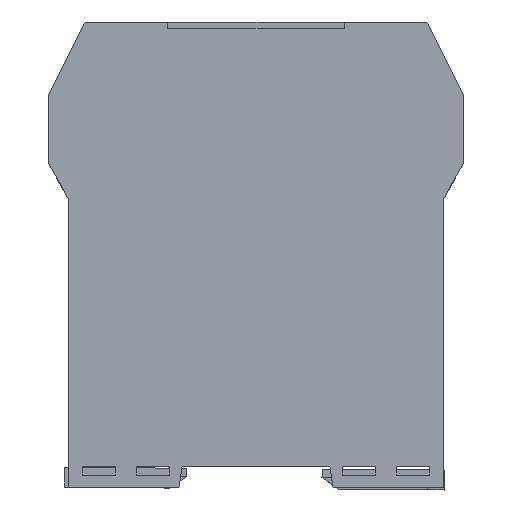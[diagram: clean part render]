
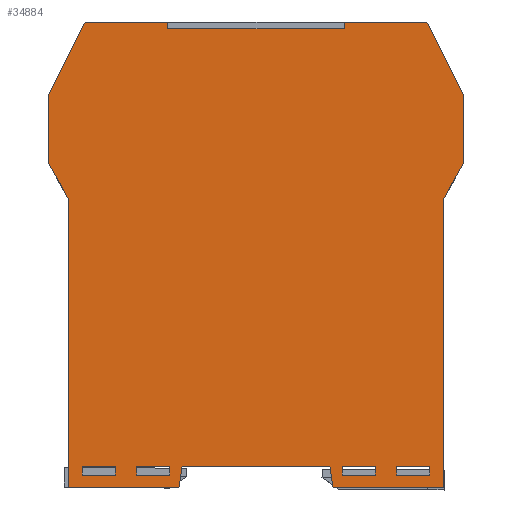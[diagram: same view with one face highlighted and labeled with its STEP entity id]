
A CAD part, top view. The second image highlights one B-rep face of the part: STEP entity #34884.
In plain terms, the highlighted planar face has unit normal (0, 0, 1).
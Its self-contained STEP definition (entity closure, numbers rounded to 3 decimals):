
#1249=LINE('',#49360,#5532);
#1253=LINE('',#49369,#5536);
#1257=LINE('',#49378,#5540);
#1261=LINE('',#49387,#5544);
#1275=LINE('',#49416,#5558);
#1279=LINE('',#49425,#5562);
#1283=LINE('',#49434,#5566);
#1287=LINE('',#49443,#5570);
#1307=LINE('',#49481,#5590);
#1318=LINE('',#49503,#5601);
#1331=LINE('',#49527,#5614);
#1342=LINE('',#49547,#5625);
#1350=LINE('',#49563,#5633);
#1377=LINE('',#49629,#5660);
#1379=LINE('',#49634,#5662);
#1765=LINE('',#50449,#6048);
#1768=LINE('',#50454,#6051);
#1770=LINE('',#50459,#6053);
#1772=LINE('',#50465,#6055);
#1774=LINE('',#50469,#6057);
#1776=LINE('',#50473,#6059);
#1778=LINE('',#50476,#6061);
#1779=LINE('',#50478,#6062);
#1780=LINE('',#50481,#6063);
#1782=LINE('',#50484,#6065);
#1783=LINE('',#50485,#6066);
#1784=LINE('',#50486,#6067);
#1785=LINE('',#50487,#6068);
#1786=LINE('',#50488,#6069);
#1788=LINE('',#50492,#6071);
#1790=LINE('',#50496,#6073);
#1792=LINE('',#50500,#6075);
#1794=LINE('',#50504,#6077);
#1796=LINE('',#50507,#6079);
#5532=VECTOR('',#39745,10.);
#5536=VECTOR('',#39751,10.);
#5540=VECTOR('',#39757,10.);
#5544=VECTOR('',#39763,10.);
#5558=VECTOR('',#39783,10.);
#5562=VECTOR('',#39789,10.);
#5566=VECTOR('',#39795,10.);
#5570=VECTOR('',#39801,10.);
#5590=VECTOR('',#39829,10.);
#5601=VECTOR('',#39848,10.);
#5614=VECTOR('',#39871,10.);
#5625=VECTOR('',#39890,10.);
#5633=VECTOR('',#39906,10.);
#5660=VECTOR('',#39949,10.);
#5662=VECTOR('',#39953,10.);
#6048=VECTOR('',#40717,10.);
#6051=VECTOR('',#40722,10.);
#6053=VECTOR('',#40726,10.);
#6055=VECTOR('',#40734,10.);
#6057=VECTOR('',#40738,10.);
#6059=VECTOR('',#40742,10.);
#6061=VECTOR('',#40746,10.);
#6062=VECTOR('',#40749,10.);
#6063=VECTOR('',#40752,10.);
#6065=VECTOR('',#40756,10.);
#6066=VECTOR('',#40757,10.);
#6067=VECTOR('',#40758,10.);
#6068=VECTOR('',#40759,10.);
#6069=VECTOR('',#40760,10.);
#6071=VECTOR('',#40764,10.);
#6073=VECTOR('',#40768,10.);
#6075=VECTOR('',#40772,10.);
#6077=VECTOR('',#40776,10.);
#6079=VECTOR('',#40780,10.);
#9809=PLANE('',#36969);
#11113=FACE_BOUND('',#13535,.T.);
#11114=FACE_BOUND('',#13536,.T.);
#11115=FACE_BOUND('',#13537,.T.);
#11116=FACE_BOUND('',#13538,.T.);
#11641=FACE_OUTER_BOUND('',#13534,.T.);
#13534=EDGE_LOOP('',(#26045,#26046,#26047,#26048,#26049,#26050,#26051,#26052,
#26053,#26054,#26055,#26056,#26057,#26058,#26059,#26060,#26061,#26062));
#13535=EDGE_LOOP('',(#26063,#26064,#26065,#26066));
#13536=EDGE_LOOP('',(#26067,#26068,#26069,#26070));
#13537=EDGE_LOOP('',(#26071,#26072,#26073,#26074));
#13538=EDGE_LOOP('',(#26075,#26076,#26077,#26078));
#16256=VERTEX_POINT('',#49358);
#16257=VERTEX_POINT('',#49359);
#16260=VERTEX_POINT('',#49367);
#16261=VERTEX_POINT('',#49368);
#16264=VERTEX_POINT('',#49376);
#16265=VERTEX_POINT('',#49377);
#16268=VERTEX_POINT('',#49385);
#16269=VERTEX_POINT('',#49386);
#16280=VERTEX_POINT('',#49414);
#16281=VERTEX_POINT('',#49415);
#16284=VERTEX_POINT('',#49423);
#16285=VERTEX_POINT('',#49424);
#16288=VERTEX_POINT('',#49432);
#16289=VERTEX_POINT('',#49433);
#16292=VERTEX_POINT('',#49441);
#16293=VERTEX_POINT('',#49442);
#16328=VERTEX_POINT('',#49560);
#16329=VERTEX_POINT('',#49562);
#16360=VERTEX_POINT('',#49627);
#16361=VERTEX_POINT('',#49631);
#16362=VERTEX_POINT('',#49633);
#16601=VERTEX_POINT('',#50446);
#16602=VERTEX_POINT('',#50448);
#16603=VERTEX_POINT('',#50452);
#16604=VERTEX_POINT('',#50456);
#16605=VERTEX_POINT('',#50458);
#16606=VERTEX_POINT('',#50464);
#16607=VERTEX_POINT('',#50468);
#16608=VERTEX_POINT('',#50472);
#16609=VERTEX_POINT('',#50480);
#16610=VERTEX_POINT('',#50491);
#16611=VERTEX_POINT('',#50495);
#16612=VERTEX_POINT('',#50499);
#16613=VERTEX_POINT('',#50503);
#19631=EDGE_CURVE('',#16256,#16257,#1249,.T.);
#19635=EDGE_CURVE('',#16260,#16261,#1253,.T.);
#19639=EDGE_CURVE('',#16264,#16265,#1257,.T.);
#19643=EDGE_CURVE('',#16268,#16269,#1261,.T.);
#19657=EDGE_CURVE('',#16280,#16281,#1275,.T.);
#19661=EDGE_CURVE('',#16284,#16285,#1279,.T.);
#19665=EDGE_CURVE('',#16288,#16289,#1283,.T.);
#19669=EDGE_CURVE('',#16292,#16293,#1287,.T.);
#19689=EDGE_CURVE('',#16269,#16264,#1307,.T.);
#19700=EDGE_CURVE('',#16261,#16256,#1318,.T.);
#19713=EDGE_CURVE('',#16285,#16280,#1331,.T.);
#19724=EDGE_CURVE('',#16293,#16288,#1342,.T.);
#19732=EDGE_CURVE('',#16328,#16329,#1350,.T.);
#19766=EDGE_CURVE('',#16360,#16328,#1377,.T.);
#19768=EDGE_CURVE('',#16361,#16362,#1379,.T.);
#20172=EDGE_CURVE('',#16601,#16602,#1765,.T.);
#20175=EDGE_CURVE('',#16603,#16601,#1768,.T.);
#20177=EDGE_CURVE('',#16604,#16605,#1770,.T.);
#20179=EDGE_CURVE('',#16605,#16606,#1772,.T.);
#20181=EDGE_CURVE('',#16606,#16607,#1774,.T.);
#20183=EDGE_CURVE('',#16607,#16608,#1776,.T.);
#20185=EDGE_CURVE('',#16608,#16603,#1778,.T.);
#20186=EDGE_CURVE('',#16602,#16360,#1779,.T.);
#20187=EDGE_CURVE('',#16329,#16609,#1780,.T.);
#20189=EDGE_CURVE('',#16289,#16292,#1782,.T.);
#20190=EDGE_CURVE('',#16281,#16284,#1783,.T.);
#20191=EDGE_CURVE('',#16609,#16361,#1784,.T.);
#20192=EDGE_CURVE('',#16265,#16268,#1785,.T.);
#20193=EDGE_CURVE('',#16257,#16260,#1786,.T.);
#20195=EDGE_CURVE('',#16362,#16610,#1788,.T.);
#20197=EDGE_CURVE('',#16610,#16611,#1790,.T.);
#20199=EDGE_CURVE('',#16611,#16612,#1792,.T.);
#20201=EDGE_CURVE('',#16612,#16613,#1794,.T.);
#20203=EDGE_CURVE('',#16613,#16604,#1796,.T.);
#26045=ORIENTED_EDGE('',*,*,#20179,.F.);
#26046=ORIENTED_EDGE('',*,*,#20177,.F.);
#26047=ORIENTED_EDGE('',*,*,#20203,.F.);
#26048=ORIENTED_EDGE('',*,*,#20201,.F.);
#26049=ORIENTED_EDGE('',*,*,#20199,.F.);
#26050=ORIENTED_EDGE('',*,*,#20197,.F.);
#26051=ORIENTED_EDGE('',*,*,#20195,.F.);
#26052=ORIENTED_EDGE('',*,*,#19768,.F.);
#26053=ORIENTED_EDGE('',*,*,#20191,.F.);
#26054=ORIENTED_EDGE('',*,*,#20187,.F.);
#26055=ORIENTED_EDGE('',*,*,#19732,.F.);
#26056=ORIENTED_EDGE('',*,*,#19766,.F.);
#26057=ORIENTED_EDGE('',*,*,#20186,.F.);
#26058=ORIENTED_EDGE('',*,*,#20172,.F.);
#26059=ORIENTED_EDGE('',*,*,#20175,.F.);
#26060=ORIENTED_EDGE('',*,*,#20185,.F.);
#26061=ORIENTED_EDGE('',*,*,#20183,.F.);
#26062=ORIENTED_EDGE('',*,*,#20181,.F.);
#26063=ORIENTED_EDGE('',*,*,#19635,.T.);
#26064=ORIENTED_EDGE('',*,*,#19700,.T.);
#26065=ORIENTED_EDGE('',*,*,#19631,.T.);
#26066=ORIENTED_EDGE('',*,*,#20193,.T.);
#26067=ORIENTED_EDGE('',*,*,#19643,.T.);
#26068=ORIENTED_EDGE('',*,*,#19689,.T.);
#26069=ORIENTED_EDGE('',*,*,#19639,.T.);
#26070=ORIENTED_EDGE('',*,*,#20192,.T.);
#26071=ORIENTED_EDGE('',*,*,#19661,.T.);
#26072=ORIENTED_EDGE('',*,*,#19713,.T.);
#26073=ORIENTED_EDGE('',*,*,#19657,.T.);
#26074=ORIENTED_EDGE('',*,*,#20190,.T.);
#26075=ORIENTED_EDGE('',*,*,#19669,.T.);
#26076=ORIENTED_EDGE('',*,*,#19724,.T.);
#26077=ORIENTED_EDGE('',*,*,#19665,.T.);
#26078=ORIENTED_EDGE('',*,*,#20189,.T.);
#34884=ADVANCED_FACE('',(#11641,#11113,#11114,#11115,#11116),#9809,.T.);
#36969=AXIS2_PLACEMENT_3D('',#50508,#40781,#40782);
#39745=DIRECTION('',(0.,1.,0.));
#39751=DIRECTION('',(0.,-1.,0.));
#39757=DIRECTION('',(0.,1.,0.));
#39763=DIRECTION('',(0.,-1.,0.));
#39783=DIRECTION('',(0.,1.,0.));
#39789=DIRECTION('',(0.,-1.,0.));
#39795=DIRECTION('',(0.,1.,0.));
#39801=DIRECTION('',(0.,-1.,0.));
#39829=DIRECTION('',(-1.,0.,0.));
#39848=DIRECTION('',(-1.,0.,0.));
#39871=DIRECTION('',(-1.,0.,0.));
#39890=DIRECTION('',(-1.,0.,0.));
#39906=DIRECTION('',(-1.,0.,0.));
#39949=DIRECTION('',(0.,-1.,0.));
#39953=DIRECTION('',(-0.148,-0.989,0.));
#40717=DIRECTION('',(0.,-1.,0.));
#40722=DIRECTION('',(0.451,-0.892,0.));
#40726=DIRECTION('',(1.,0.,0.));
#40734=DIRECTION('',(0.,-1.,0.));
#40738=DIRECTION('',(1.,0.,0.));
#40742=DIRECTION('',(0.,1.,0.));
#40746=DIRECTION('',(1.,0.,0.));
#40749=DIRECTION('',(-0.49,-0.872,0.));
#40752=DIRECTION('',(-0.148,0.989,0.));
#40756=DIRECTION('',(1.,0.,0.));
#40757=DIRECTION('',(1.,0.,0.));
#40758=DIRECTION('',(-1.,0.,0.));
#40759=DIRECTION('',(1.,0.,0.));
#40760=DIRECTION('',(1.,0.,0.));
#40764=DIRECTION('',(-1.,0.,0.));
#40768=DIRECTION('',(0.,1.,0.));
#40772=DIRECTION('',(-0.49,0.872,0.));
#40776=DIRECTION('',(0.,1.,0.));
#40780=DIRECTION('',(0.451,0.892,0.));
#40781=DIRECTION('center_axis',(0.,0.,1.));
#40782=DIRECTION('ref_axis',(1.,0.,0.));
#49358=CARTESIAN_POINT('',(-0.7,-107.25,8.75));
#49359=CARTESIAN_POINT('',(-0.7,-105.15,8.75));
#49360=CARTESIAN_POINT('',(-0.7,-81.623,8.75));
#49367=CARTESIAN_POINT('',(7.2,-105.15,8.75));
#49368=CARTESIAN_POINT('',(7.2,-107.25,8.75));
#49369=CARTESIAN_POINT('',(7.2,-80.573,8.75));
#49376=CARTESIAN_POINT('',(12.2,-107.25,8.75));
#49377=CARTESIAN_POINT('',(12.2,-105.15,8.75));
#49378=CARTESIAN_POINT('',(12.2,-81.623,8.75));
#49385=CARTESIAN_POINT('',(20.1,-105.15,8.75));
#49386=CARTESIAN_POINT('',(20.1,-107.25,8.75));
#49387=CARTESIAN_POINT('',(20.1,-80.573,8.75));
#49414=CARTESIAN_POINT('',(60.9,-107.25,8.75));
#49415=CARTESIAN_POINT('',(60.9,-105.15,8.75));
#49416=CARTESIAN_POINT('',(60.9,-81.623,8.75));
#49423=CARTESIAN_POINT('',(68.8,-105.15,8.75));
#49424=CARTESIAN_POINT('',(68.8,-107.25,8.75));
#49425=CARTESIAN_POINT('',(68.8,-80.573,8.75));
#49432=CARTESIAN_POINT('',(73.8,-107.25,8.75));
#49433=CARTESIAN_POINT('',(73.8,-105.15,8.75));
#49434=CARTESIAN_POINT('',(73.8,-81.623,8.75));
#49441=CARTESIAN_POINT('',(81.7,-105.15,8.75));
#49442=CARTESIAN_POINT('',(81.7,-107.25,8.75));
#49443=CARTESIAN_POINT('',(81.7,-80.573,8.75));
#49481=CARTESIAN_POINT('',(30.3,-107.25,8.75));
#49503=CARTESIAN_POINT('',(23.85,-107.25,8.75));
#49527=CARTESIAN_POINT('',(54.65,-107.25,8.75));
#49547=CARTESIAN_POINT('',(61.1,-107.25,8.75));
#49560=CARTESIAN_POINT('',(85.,-110.15,8.75));
#49562=CARTESIAN_POINT('',(58.75,-110.15,8.75));
#49563=CARTESIAN_POINT('',(85.,-110.15,8.75));
#49627=CARTESIAN_POINT('',(85.,-41.65,8.75));
#49629=CARTESIAN_POINT('',(85.,-41.65,8.75));
#49631=CARTESIAN_POINT('',(23.,-105.15,8.75));
#49633=CARTESIAN_POINT('',(22.25,-110.15,8.75));
#49634=CARTESIAN_POINT('',(23.,-105.15,8.75));
#50446=CARTESIAN_POINT('',(89.75,-17.3,8.75));
#50448=CARTESIAN_POINT('',(89.75,-33.2,8.75));
#50449=CARTESIAN_POINT('',(89.75,-17.3,8.75));
#50452=CARTESIAN_POINT('',(81.,0.,8.75));
#50454=CARTESIAN_POINT('',(81.,0.,8.75));
#50456=CARTESIAN_POINT('',(0.,0.,8.75));
#50458=CARTESIAN_POINT('',(19.6,0.,8.75));
#50459=CARTESIAN_POINT('',(0.,0.,8.75));
#50464=CARTESIAN_POINT('',(19.6,-1.5,8.75));
#50465=CARTESIAN_POINT('',(19.6,0.,8.75));
#50468=CARTESIAN_POINT('',(61.4,-1.5,8.75));
#50469=CARTESIAN_POINT('',(19.6,-1.5,8.75));
#50472=CARTESIAN_POINT('',(61.4,0.,8.75));
#50473=CARTESIAN_POINT('',(61.4,-1.5,8.75));
#50476=CARTESIAN_POINT('',(61.4,0.,8.75));
#50478=CARTESIAN_POINT('',(89.75,-33.2,8.75));
#50480=CARTESIAN_POINT('',(58.,-105.15,8.75));
#50481=CARTESIAN_POINT('',(58.75,-110.15,8.75));
#50484=CARTESIAN_POINT('',(57.15,-105.15,8.75));
#50485=CARTESIAN_POINT('',(50.7,-105.15,8.75));
#50486=CARTESIAN_POINT('',(58.,-105.15,8.75));
#50487=CARTESIAN_POINT('',(26.35,-105.15,8.75));
#50488=CARTESIAN_POINT('',(19.9,-105.15,8.75));
#50491=CARTESIAN_POINT('',(-4.,-110.15,8.75));
#50492=CARTESIAN_POINT('',(22.25,-110.15,8.75));
#50495=CARTESIAN_POINT('',(-4.,-41.65,8.75));
#50496=CARTESIAN_POINT('',(-4.,-110.15,8.75));
#50499=CARTESIAN_POINT('',(-8.75,-33.2,8.75));
#50500=CARTESIAN_POINT('',(-4.,-41.65,8.75));
#50503=CARTESIAN_POINT('',(-8.75,-17.3,8.75));
#50504=CARTESIAN_POINT('',(-8.75,-33.2,8.75));
#50507=CARTESIAN_POINT('',(-8.75,-17.3,8.75));
#50508=CARTESIAN_POINT('Origin',(40.5,-55.997,8.75));
